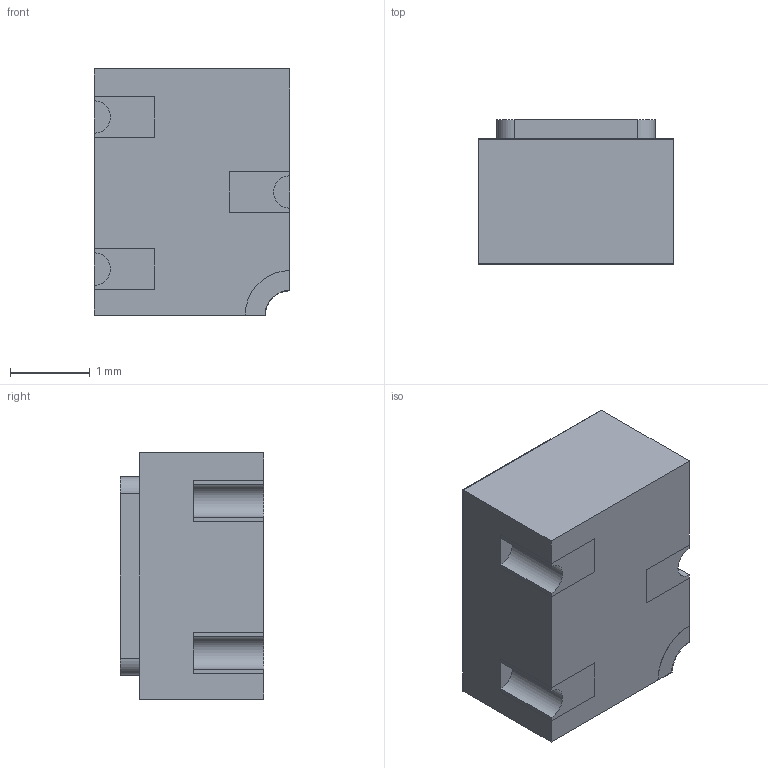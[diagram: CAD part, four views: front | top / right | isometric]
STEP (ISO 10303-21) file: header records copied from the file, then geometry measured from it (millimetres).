
FILE_DESCRIPTION (( 'STEP AP214' ), '1' );
FILE_NAME ('JANS2N2221AUBC.STEP', '2022-02-01T17:35:25', ( '' ), ( '' ), 'SwSTEP 2.0', 'SolidWorks 2017', '' );
FILE_SCHEMA (( 'AUTOMOTIVE_DESIGN' ));
Length unit declared in the file: inch
Products named in the file (1): JANS2N2221AUBC
Bounding box: 2.45 x 1.8 x 3.09 mm (x, y, z)
Volume: 12.7 mm3; surface area: 74.2 mm2
Topology: 6 solids, 6 shells, 66 faces, 162 edges, 108 vertices
Faces by surface type: plane 54, cylinder 12
Entity records: 2025 total; most frequent: CARTESIAN_POINT 337, ORIENTED_EDGE 324, DIRECTION 320, EDGE_CURVE 162, LINE 138, VECTOR 138, VERTEX_POINT 108, AXIS2_PLACEMENT_3D 91
